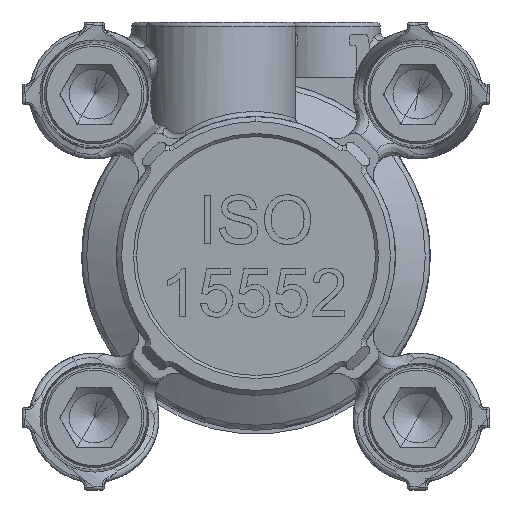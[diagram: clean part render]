
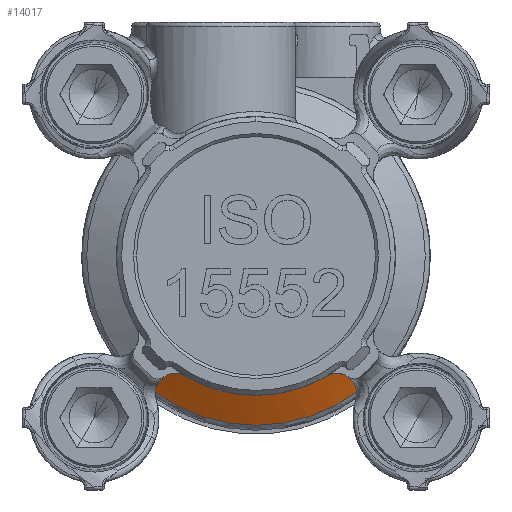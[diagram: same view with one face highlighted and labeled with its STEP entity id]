
A CAD part, front view. The second image highlights one B-rep face of the part: STEP entity #14017.
In plain terms, the highlighted conical face has half-angle 60 degrees and reference radius 17 mm.
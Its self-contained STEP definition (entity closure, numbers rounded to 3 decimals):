
#243 = DIRECTION ( 'NONE',  ( 0., 0., 1. ) ) ;
#1028 = VERTEX_POINT ( 'NONE', #96037 ) ;
#2817 = EDGE_CURVE ( 'NONE', #1028, #67500, #60689, .T. ) ;
#4049 = VERTEX_POINT ( 'NONE', #96472 ) ;
#4087 = CARTESIAN_POINT ( 'NONE',  ( -7.797, 19.718, -11.814 ) ) ;
#4595 = CARTESIAN_POINT ( 'NONE',  ( -8.991, 20.198, -11.988 ) ) ;
#5603 = CARTESIAN_POINT ( 'NONE',  ( -9.087, 20.256, -12.04 ) ) ;
#7131 = CARTESIAN_POINT ( 'NONE',  ( -9.989, 21.018, -13.013 ) ) ;
#7754 = ORIENTED_EDGE ( 'NONE', *, *, #2817, .F. ) ;
#7938 = DIRECTION ( 'NONE',  ( 0., 1., 0. ) ) ;
#11824 = CARTESIAN_POINT ( 'NONE',  ( -7.182, 19.629, -12.018 ) ) ;
#12042 = EDGE_CURVE ( 'NONE', #4049, #67500, #43678, .T. ) ;
#12312 = CARTESIAN_POINT ( 'NONE',  ( -8.326, 19.88, -11.792 ) ) ;
#13340 = CARTESIAN_POINT ( 'NONE',  ( -8.111, 19.808, -11.789 ) ) ;
#13579 = VERTEX_POINT ( 'NONE', #69288 ) ;
#14017 = ADVANCED_FACE ( 'NONE', ( #14635 ), #34183, .T. ) ;
#14635 = FACE_OUTER_BOUND ( 'NONE', #93734, .T. ) ;
#15547 = ORIENTED_EDGE ( 'NONE', *, *, #79013, .T. ) ;
#15856 = CARTESIAN_POINT ( 'NONE',  ( -9.771, 20.781, -12.664 ) ) ;
#19428 = CARTESIAN_POINT ( 'NONE',  ( 7.263, 19.629, -11.97 ) ) ;
#19506 = CARTESIAN_POINT ( 'NONE',  ( -7.394, 19.647, -11.924 ) ) ;
#20016 = CARTESIAN_POINT ( 'NONE',  ( -7.931, 19.754, -11.798 ) ) ;
#20435 = CARTESIAN_POINT ( 'NONE',  ( 9.407, 20.454, -12.23 ) ) ;
#22012 = CARTESIAN_POINT ( 'NONE',  ( -9.566, 20.591, -12.407 ) ) ;
#23604 = EDGE_CURVE ( 'NONE', #68401, #4049, #35246, .T. ) ;
#28220 = CARTESIAN_POINT ( 'NONE',  ( -8.734, 20.061, -11.883 ) ) ;
#29211 = CARTESIAN_POINT ( 'NONE',  ( -9.265, 20.365, -12.143 ) ) ;
#29726 = CARTESIAN_POINT ( 'NONE',  ( -10.112, 21.361, -13.665 ) ) ;
#33897 = CARTESIAN_POINT ( 'NONE',  ( 0., 19.629, -14. ) ) ;
#34183 = CONICAL_SURFACE ( 'NONE', #80039, 17., 1.047 ) ;
#34728 = CIRCLE ( 'NONE', #83954, 14. ) ;
#35246 = CIRCLE ( 'NONE', #71299, 14. ) ;
#35416 = CARTESIAN_POINT ( 'NONE',  ( -7.527, 19.665, -11.878 ) ) ;
#36123 = DIRECTION ( 'NONE',  ( 0., 1., 0. ) ) ;
#36849 = CARTESIAN_POINT ( 'NONE',  ( 8.827, 20.107, -11.914 ) ) ;
#38447 = CARTESIAN_POINT ( 'NONE',  ( -9.722, 20.733, -12.596 ) ) ;
#39755 = DIRECTION ( 'NONE',  ( 0., 1., 0. ) ) ;
#43533 = CARTESIAN_POINT ( 'NONE',  ( 9.899, 20.923, -12.874 ) ) ;
#43678 = B_SPLINE_CURVE_WITH_KNOTS ( 'NONE', 3,
 ( #52323, #11824, #90823, #19506, #74430, #35416, #98510, #98000, #4087, #20016, #82611, #44123, #13340, #91324, #12312, #74934, #28220, #68243, #44632, #4595, #59529, #5603, #75434, #99512, #29211, #60531, #22012, #70787, #86170, #38447, #15856, #85157, #7131, #94357, #29726 ),
 .UNSPECIFIED., .F., .F.,
 ( 4, 2, 2, 2, 2, 1, 2, 2, 2, 2, 1, 1, 2, 2, 2, 2, 2, 2, 4 ),
 ( 0., 0.062, 0.094, 0.125, 0.187, 0.219, 0.234, 0.25, 0.375, 0.437, 0.469, 0.484, 0.492, 0.5, 0.625, 0.687, 0.719, 0.75, 1. ),
 .UNSPECIFIED. ) ;
#44123 = CARTESIAN_POINT ( 'NONE',  ( -8.066, 19.794, -11.789 ) ) ;
#44632 = CARTESIAN_POINT ( 'NONE',  ( -8.932, 20.165, -11.961 ) ) ;
#45064 = CARTESIAN_POINT ( 'NONE',  ( 8.501, 19.953, -11.821 ) ) ;
#46123 = CARTESIAN_POINT ( 'NONE',  ( 0., 21.361, 0. ) ) ;
#46963 = CARTESIAN_POINT ( 'NONE',  ( 0., 21.361, 0. ) ) ;
#51240 = CARTESIAN_POINT ( 'NONE',  ( 7.795, 19.714, -11.807 ) ) ;
#51744 = CARTESIAN_POINT ( 'NONE',  ( 7.977, 19.763, -11.787 ) ) ;
#52247 = CARTESIAN_POINT ( 'NONE',  ( 8.983, 20.192, -11.982 ) ) ;
#52323 = CARTESIAN_POINT ( 'NONE',  ( -7.102, 19.629, -12.065 ) ) ;
#58383 = CARTESIAN_POINT ( 'NONE',  ( -10.112, 21.361, -13.665 ) ) ;
#58443 = CARTESIAN_POINT ( 'NONE',  ( 10.099, 21.279, -13.498 ) ) ;
#59529 = CARTESIAN_POINT ( 'NONE',  ( -9.059, 20.238, -12.024 ) ) ;
#59953 = CARTESIAN_POINT ( 'NONE',  ( 8.332, 19.883, -11.794 ) ) ;
#60531 = CARTESIAN_POINT ( 'NONE',  ( -9.392, 20.454, -12.239 ) ) ;
#60689 = CIRCLE ( 'NONE', #81994, 17. ) ;
#62393 = ORIENTED_EDGE ( 'NONE', *, *, #75853, .T. ) ;
#66648 = CARTESIAN_POINT ( 'NONE',  ( 7.1, 19.629, -12.066 ) ) ;
#67500 = VERTEX_POINT ( 'NONE', #58383 ) ;
#68243 = CARTESIAN_POINT ( 'NONE',  ( -8.814, 20.101, -11.911 ) ) ;
#68401 = VERTEX_POINT ( 'NONE', #33897 ) ;
#69288 = CARTESIAN_POINT ( 'NONE',  ( 7.1, 19.629, -12.066 ) ) ;
#70787 = CARTESIAN_POINT ( 'NONE',  ( -9.62, 20.638, -12.467 ) ) ;
#71235 = DIRECTION ( 'NONE',  ( 0., 0., 1. ) ) ;
#71299 = AXIS2_PLACEMENT_3D ( 'NONE', #77776, #39755, #243 ) ;
#74355 = CARTESIAN_POINT ( 'NONE',  ( 9.969, 21.016, -13.025 ) ) ;
#74430 = CARTESIAN_POINT ( 'NONE',  ( -7.438, 19.652, -11.908 ) ) ;
#74934 = CARTESIAN_POINT ( 'NONE',  ( -8.492, 19.947, -11.815 ) ) ;
#75135 = CARTESIAN_POINT ( 'NONE',  ( 0., 19.629, 0. ) ) ;
#75434 = CARTESIAN_POINT ( 'NONE',  ( -9.107, 20.267, -12.051 ) ) ;
#75853 = EDGE_CURVE ( 'NONE', #13579, #68401, #34728, .T. ) ;
#76366 = CARTESIAN_POINT ( 'NONE',  ( 10.11, 21.361, -13.667 ) ) ;
#77438 = DIRECTION ( 'NONE',  ( 0., 1., 0. ) ) ;
#77776 = CARTESIAN_POINT ( 'NONE',  ( 0., 19.629, 0. ) ) ;
#79013 = EDGE_CURVE ( 'NONE', #1028, #13579, #82708, .T. ) ;
#80039 = AXIS2_PLACEMENT_3D ( 'NONE', #46963, #7938, #93148 ) ;
#81994 = AXIS2_PLACEMENT_3D ( 'NONE', #46123, #77438, #71235 ) ;
#82611 = CARTESIAN_POINT ( 'NONE',  ( -7.998, 19.773, -11.792 ) ) ;
#82708 = B_SPLINE_CURVE_WITH_KNOTS ( 'NONE', 3,
 ( #76366, #58443, #97925, #74355, #43533, #91767, #20435, #52247, #36849, #45064, #59953, #51744, #51240, #91251, #19428, #66648 ),
 .UNSPECIFIED., .F., .F.,
 ( 4, 2, 2, 2, 2, 2, 2, 4 ),
 ( 0., 0.001, 0.001, 0.002, 0.003, 0.003, 0.004, 0.004 ),
 .UNSPECIFIED. ) ;
#83273 = ORIENTED_EDGE ( 'NONE', *, *, #23604, .T. ) ;
#83954 = AXIS2_PLACEMENT_3D ( 'NONE', #75135, #36123, #93562 ) ;
#85157 = CARTESIAN_POINT ( 'NONE',  ( -9.795, 20.806, -12.7 ) ) ;
#86170 = CARTESIAN_POINT ( 'NONE',  ( -9.697, 20.709, -12.563 ) ) ;
#90823 = CARTESIAN_POINT ( 'NONE',  ( -7.265, 19.634, -11.977 ) ) ;
#91251 = CARTESIAN_POINT ( 'NONE',  ( 7.439, 19.647, -11.899 ) ) ;
#91324 = CARTESIAN_POINT ( 'NONE',  ( -8.135, 19.816, -11.789 ) ) ;
#91767 = CARTESIAN_POINT ( 'NONE',  ( 9.644, 20.644, -12.463 ) ) ;
#93148 = DIRECTION ( 'NONE',  ( 0., 0., 1. ) ) ;
#93562 = DIRECTION ( 'NONE',  ( 0., 0., 1. ) ) ;
#93734 = EDGE_LOOP ( 'NONE', ( #15547, #62393, #83273, #97953, #7754 ) ) ;
#94357 = CARTESIAN_POINT ( 'NONE',  ( -10.091, 21.195, -13.322 ) ) ;
#96037 = CARTESIAN_POINT ( 'NONE',  ( 10.11, 21.361, -13.667 ) ) ;
#96472 = CARTESIAN_POINT ( 'NONE',  ( -7.102, 19.629, -12.065 ) ) ;
#97925 = CARTESIAN_POINT ( 'NONE',  ( 10.068, 21.194, -13.336 ) ) ;
#97953 = ORIENTED_EDGE ( 'NONE', *, *, #12042, .T. ) ;
#98000 = CARTESIAN_POINT ( 'NONE',  ( -7.708, 19.698, -11.83 ) ) ;
#98510 = CARTESIAN_POINT ( 'NONE',  ( -7.574, 19.673, -11.864 ) ) ;
#99512 = CARTESIAN_POINT ( 'NONE',  ( -9.117, 20.274, -12.057 ) ) ;
